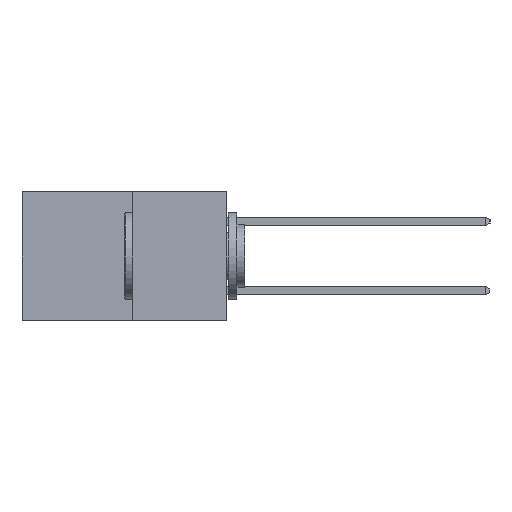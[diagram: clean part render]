
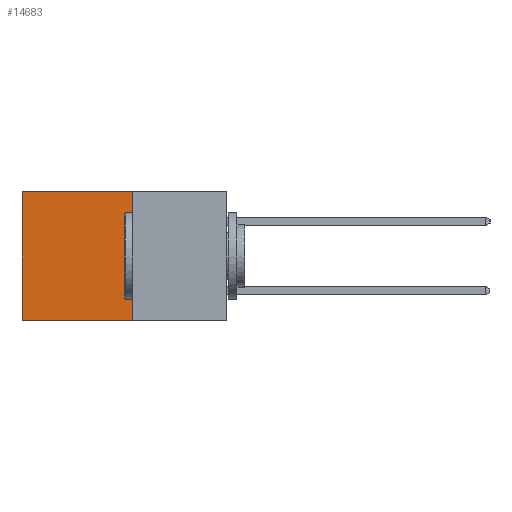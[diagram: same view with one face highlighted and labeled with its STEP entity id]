
A CAD part, left-side view. The second image highlights one B-rep face of the part: STEP entity #14683.
In plain terms, the highlighted planar face has unit normal (-1, 0, 0).
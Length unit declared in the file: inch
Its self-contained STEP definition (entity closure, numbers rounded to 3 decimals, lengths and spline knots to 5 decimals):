
#52 = CARTESIAN_POINT ( 'NONE',  ( 0.277, 0.59, -0.37 ) ) ;
#1118 = DIRECTION ( 'NONE',  ( 0., 1., 0. ) ) ;
#1265 = LINE ( 'NONE', #18919, #9677 ) ;
#1458 = VERTEX_POINT ( 'NONE', #1783 ) ;
#1783 = CARTESIAN_POINT ( 'NONE',  ( 0.277, 0.27, -0.37 ) ) ;
#1995 = PLANE ( 'NONE',  #22746 ) ;
#2537 = ORIENTED_EDGE ( 'NONE', *, *, #12823, .F. ) ;
#2924 = ORIENTED_EDGE ( 'NONE', *, *, #14636, .T. ) ;
#3813 = DIRECTION ( 'NONE',  ( 1., 0., 0. ) ) ;
#4470 = VECTOR ( 'NONE', #21226, 39.37008 ) ;
#4577 = LINE ( 'NONE', #5219, #9323 ) ;
#4865 = VERTEX_POINT ( 'NONE', #21439 ) ;
#4934 = LINE ( 'NONE', #52, #18542 ) ;
#5219 = CARTESIAN_POINT ( 'NONE',  ( 0.277, 0.27, -0.37 ) ) ;
#6888 = VERTEX_POINT ( 'NONE', #13517 ) ;
#8570 = FACE_OUTER_BOUND ( 'NONE', #15798, .T. ) ;
#9323 = VECTOR ( 'NONE', #17634, 39.37008 ) ;
#9677 = VECTOR ( 'NONE', #1118, 39.37008 ) ;
#9840 = EDGE_CURVE ( 'NONE', #4865, #1458, #4577, .T. ) ;
#10694 = CARTESIAN_POINT ( 'NONE',  ( 0.277, 0.27, -0.37 ) ) ;
#12225 = ORIENTED_EDGE ( 'NONE', *, *, #15094, .T. ) ;
#12823 = EDGE_CURVE ( 'NONE', #1458, #6888, #14475, .T. ) ;
#13517 = CARTESIAN_POINT ( 'NONE',  ( 0.277, 0.59, -0.37 ) ) ;
#14307 = DIRECTION ( 'NONE',  ( 0., 0., -1. ) ) ;
#14462 = CARTESIAN_POINT ( 'NONE',  ( 0.277, 0.27, -0.37 ) ) ;
#14475 = LINE ( 'NONE', #10694, #4470 ) ;
#14636 = EDGE_CURVE ( 'NONE', #17668, #6888, #4934, .T. ) ;
#14683 = ADVANCED_FACE ( 'NONE', ( #8570 ), #1995, .F. ) ;
#15094 = EDGE_CURVE ( 'NONE', #4865, #17668, #1265, .T. ) ;
#15798 = EDGE_LOOP ( 'NONE', ( #2924, #2537, #16491, #12225 ) ) ;
#16235 = DIRECTION ( 'NONE',  ( 0., 0., -1. ) ) ;
#16491 = ORIENTED_EDGE ( 'NONE', *, *, #9840, .F. ) ;
#17101 = CARTESIAN_POINT ( 'NONE',  ( 0.277, 0.59, 0. ) ) ;
#17634 = DIRECTION ( 'NONE',  ( 0., 0., -1. ) ) ;
#17668 = VERTEX_POINT ( 'NONE', #17101 ) ;
#18542 = VECTOR ( 'NONE', #14307, 39.37008 ) ;
#18919 = CARTESIAN_POINT ( 'NONE',  ( 0.277, 0.27, 0. ) ) ;
#21226 = DIRECTION ( 'NONE',  ( 0., 1., 0. ) ) ;
#21439 = CARTESIAN_POINT ( 'NONE',  ( 0.277, 0.27, 0. ) ) ;
#22746 = AXIS2_PLACEMENT_3D ( 'NONE', #14462, #3813, #16235 ) ;
